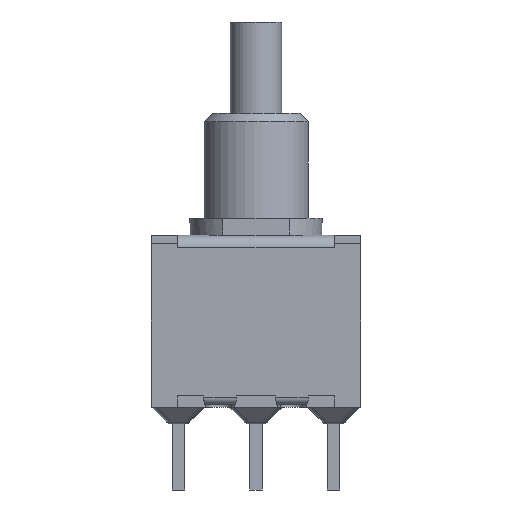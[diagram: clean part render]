
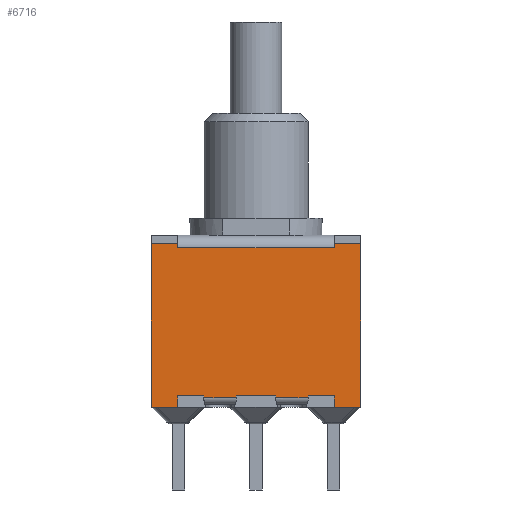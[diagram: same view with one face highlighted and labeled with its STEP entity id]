
A CAD part, front view. The second image highlights one B-rep face of the part: STEP entity #6716.
In plain terms, the highlighted planar face has unit normal (0, -1, 0).
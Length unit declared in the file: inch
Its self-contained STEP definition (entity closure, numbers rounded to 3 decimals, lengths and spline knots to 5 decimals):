
#1790=CARTESIAN_POINT('',(-0.18701,-0.13504,0.0));
#1791=VERTEX_POINT('',#1790);
#1798=CARTESIAN_POINT('',(-0.25,-0.13504,0.0));
#1799=VERTEX_POINT('',#1798);
#1800=CARTESIAN_POINT('',(-0.18701,-0.13504,0.0));
#1801=DIRECTION('',(-1.0,0.0,0.0));
#1802=VECTOR('',#1801,0.06299);
#1803=LINE('',#1800,#1802);
#1804=EDGE_CURVE('',#1791,#1799,#1803,.T.);
#3361=CARTESIAN_POINT('',(-0.04702,-0.13504,0.02756));
#3362=VERTEX_POINT('',#3361);
#3369=CARTESIAN_POINT('',(-0.04702,-0.13504,0.02323));
#3370=VERTEX_POINT('',#3369);
#3371=CARTESIAN_POINT('',(-0.04702,-0.13504,0.02323));
#3372=DIRECTION('',(0.0,0.0,1.0));
#3373=VECTOR('',#3372,0.00433);
#3374=LINE('',#3371,#3373);
#3375=EDGE_CURVE('',#3370,#3362,#3374,.T.);
#3418=CARTESIAN_POINT('',(0.04702,-0.13504,0.02323));
#3419=VERTEX_POINT('',#3418);
#3427=CARTESIAN_POINT('',(0.04702,-0.13504,0.02756));
#3428=VERTEX_POINT('',#3427);
#3429=CARTESIAN_POINT('',(0.04702,-0.13504,0.02756));
#3430=DIRECTION('',(0.0,0.0,-1.0));
#3431=VECTOR('',#3430,0.00433);
#3432=LINE('',#3429,#3431);
#3433=EDGE_CURVE('',#3428,#3419,#3432,.T.);
#5482=CARTESIAN_POINT('',(-0.12424,-0.13504,0.02323));
#5483=VERTEX_POINT('',#5482);
#5500=CARTESIAN_POINT('',(-0.04702,-0.13504,0.02323));
#5501=DIRECTION('',(-1.0,0.0,0.0));
#5502=VECTOR('',#5501,0.07721);
#5503=LINE('',#5500,#5502);
#5504=EDGE_CURVE('',#3370,#5483,#5503,.T.);
#5565=CARTESIAN_POINT('',(-0.12424,-0.13504,0.02756));
#5566=VERTEX_POINT('',#5565);
#5567=CARTESIAN_POINT('',(-0.12424,-0.13504,0.02756));
#5568=DIRECTION('',(0.0,0.0,-1.0));
#5569=VECTOR('',#5568,0.00433);
#5570=LINE('',#5567,#5569);
#5571=EDGE_CURVE('',#5566,#5483,#5570,.T.);
#5694=CARTESIAN_POINT('',(0.12424,-0.13504,0.02323));
#5695=VERTEX_POINT('',#5694);
#5703=CARTESIAN_POINT('',(0.12424,-0.13504,0.02323));
#5704=DIRECTION('',(-1.0,0.0,0.0));
#5705=VECTOR('',#5704,0.07721);
#5706=LINE('',#5703,#5705);
#5707=EDGE_CURVE('',#5695,#3419,#5706,.T.);
#5775=CARTESIAN_POINT('',(0.18701,-0.13504,0.02756));
#5776=VERTEX_POINT('',#5775);
#5783=CARTESIAN_POINT('',(0.12424,-0.13504,0.02756));
#5784=VERTEX_POINT('',#5783);
#5785=CARTESIAN_POINT('',(0.12424,-0.13504,0.02756));
#5786=DIRECTION('',(1.0,0.0,0.0));
#5787=VECTOR('',#5786,0.06277);
#5788=LINE('',#5785,#5787);
#5789=EDGE_CURVE('',#5784,#5776,#5788,.T.);
#5814=CARTESIAN_POINT('',(-0.18701,-0.13504,0.02756));
#5815=VERTEX_POINT('',#5814);
#5816=CARTESIAN_POINT('',(-0.18701,-0.13504,0.02756));
#5817=DIRECTION('',(1.0,0.0,0.0));
#5818=VECTOR('',#5817,0.06277);
#5819=LINE('',#5816,#5818);
#5820=EDGE_CURVE('',#5815,#5566,#5819,.T.);
#5843=CARTESIAN_POINT('',(-0.04702,-0.13504,0.02756));
#5844=DIRECTION('',(1.0,0.0,0.0));
#5845=VECTOR('',#5844,0.09405);
#5846=LINE('',#5843,#5845);
#5847=EDGE_CURVE('',#3362,#3428,#5846,.T.);
#5949=CARTESIAN_POINT('',(0.12424,-0.13504,0.02323));
#5950=DIRECTION('',(0.0,0.0,1.0));
#5951=VECTOR('',#5950,0.00433);
#5952=LINE('',#5949,#5951);
#5953=EDGE_CURVE('',#5695,#5784,#5952,.T.);
#5977=CARTESIAN_POINT('',(0.18701,-0.13504,0.38071));
#5978=VERTEX_POINT('',#5977);
#5991=CARTESIAN_POINT('',(-0.18701,-0.13504,0.38071));
#5992=VERTEX_POINT('',#5991);
#6000=CARTESIAN_POINT('',(-0.18701,-0.13504,0.38071));
#6001=DIRECTION('',(1.0,0.0,0.0));
#6002=VECTOR('',#6001,0.37402);
#6003=LINE('',#6000,#6002);
#6004=EDGE_CURVE('',#5992,#5978,#6003,.T.);
#6261=CARTESIAN_POINT('',(0.18701,-0.13504,0.39055));
#6262=VERTEX_POINT('',#6261);
#6269=CARTESIAN_POINT('',(0.25,-0.13504,0.39055));
#6270=VERTEX_POINT('',#6269);
#6271=CARTESIAN_POINT('',(0.25,-0.13504,0.39055));
#6272=DIRECTION('',(-1.0,0.0,0.0));
#6273=VECTOR('',#6272,0.06299);
#6274=LINE('',#6271,#6273);
#6275=EDGE_CURVE('',#6270,#6262,#6274,.T.);
#6317=CARTESIAN_POINT('',(-0.25,-0.13504,0.39055));
#6318=VERTEX_POINT('',#6317);
#6325=CARTESIAN_POINT('',(-0.18701,-0.13504,0.39055));
#6326=VERTEX_POINT('',#6325);
#6327=CARTESIAN_POINT('',(-0.18701,-0.13504,0.39055));
#6328=DIRECTION('',(-1.0,0.0,0.0));
#6329=VECTOR('',#6328,0.06299);
#6330=LINE('',#6327,#6329);
#6331=EDGE_CURVE('',#6326,#6318,#6330,.T.);
#6371=CARTESIAN_POINT('',(-0.18701,-0.13504,0.0));
#6372=DIRECTION('',(0.0,0.0,1.0));
#6373=VECTOR('',#6372,0.02756);
#6374=LINE('',#6371,#6373);
#6375=EDGE_CURVE('',#1791,#5815,#6374,.T.);
#6401=CARTESIAN_POINT('',(0.18701,-0.13504,0.0));
#6402=VERTEX_POINT('',#6401);
#6409=CARTESIAN_POINT('',(0.18701,-0.13504,0.0));
#6410=DIRECTION('',(0.0,0.0,1.0));
#6411=VECTOR('',#6410,0.02756);
#6412=LINE('',#6409,#6411);
#6413=EDGE_CURVE('',#6402,#5776,#6412,.T.);
#6424=CARTESIAN_POINT('',(0.18701,-0.13504,0.38071));
#6425=DIRECTION('',(0.0,0.0,1.0));
#6426=VECTOR('',#6425,0.00984);
#6427=LINE('',#6424,#6426);
#6428=EDGE_CURVE('',#5978,#6262,#6427,.T.);
#6663=CARTESIAN_POINT('',(-0.18701,-0.13504,0.38071));
#6664=DIRECTION('',(0.0,0.0,1.0));
#6665=VECTOR('',#6664,0.00984);
#6666=LINE('',#6663,#6665);
#6667=EDGE_CURVE('',#5992,#6326,#6666,.T.);
#6672=CARTESIAN_POINT('',(0.275,-0.13504,-0.01953));
#6673=DIRECTION('',(0.0,-1.0,0.0));
#6674=DIRECTION('',(0.0,0.0,-1.0));
#6675=AXIS2_PLACEMENT_3D('',#6672,#6673,#6674);
#6676=PLANE('',#6675);
#6677=ORIENTED_EDGE('',*,*,#6331,.T.);
#6678=CARTESIAN_POINT('',(-0.25,-0.13504,0.0));
#6679=DIRECTION('',(0.0,0.0,1.0));
#6680=VECTOR('',#6679,0.39055);
#6681=LINE('',#6678,#6680);
#6682=EDGE_CURVE('',#1799,#6318,#6681,.T.);
#6683=ORIENTED_EDGE('',*,*,#6682,.F.);
#6684=ORIENTED_EDGE('',*,*,#1804,.F.);
#6685=ORIENTED_EDGE('',*,*,#6375,.T.);
#6686=ORIENTED_EDGE('',*,*,#5820,.T.);
#6687=ORIENTED_EDGE('',*,*,#5571,.T.);
#6688=ORIENTED_EDGE('',*,*,#5504,.F.);
#6689=ORIENTED_EDGE('',*,*,#3375,.T.);
#6690=ORIENTED_EDGE('',*,*,#5847,.T.);
#6691=ORIENTED_EDGE('',*,*,#3433,.T.);
#6692=ORIENTED_EDGE('',*,*,#5707,.F.);
#6693=ORIENTED_EDGE('',*,*,#5953,.T.);
#6694=ORIENTED_EDGE('',*,*,#5789,.T.);
#6695=ORIENTED_EDGE('',*,*,#6413,.F.);
#6696=CARTESIAN_POINT('',(0.25,-0.13504,0.0));
#6697=VERTEX_POINT('',#6696);
#6698=CARTESIAN_POINT('',(0.25,-0.13504,0.0));
#6699=DIRECTION('',(-1.0,0.0,0.0));
#6700=VECTOR('',#6699,0.06299);
#6701=LINE('',#6698,#6700);
#6702=EDGE_CURVE('',#6697,#6402,#6701,.T.);
#6703=ORIENTED_EDGE('',*,*,#6702,.F.);
#6704=CARTESIAN_POINT('',(0.25,-0.13504,0.0));
#6705=DIRECTION('',(0.0,0.0,1.0));
#6706=VECTOR('',#6705,0.39055);
#6707=LINE('',#6704,#6706);
#6708=EDGE_CURVE('',#6697,#6270,#6707,.T.);
#6709=ORIENTED_EDGE('',*,*,#6708,.T.);
#6710=ORIENTED_EDGE('',*,*,#6275,.T.);
#6711=ORIENTED_EDGE('',*,*,#6428,.F.);
#6712=ORIENTED_EDGE('',*,*,#6004,.F.);
#6713=ORIENTED_EDGE('',*,*,#6667,.T.);
#6714=EDGE_LOOP('',(#6677,#6683,#6684,#6685,#6686,#6687,#6688,#6689,#6690,#6691,#6692,#6693,#6694,#6695,#6703,#6709,#6710,#6711,#6712,#6713));
#6715=FACE_OUTER_BOUND('',#6714,.T.);
#6716=ADVANCED_FACE('',(#6715),#6676,.T.);
